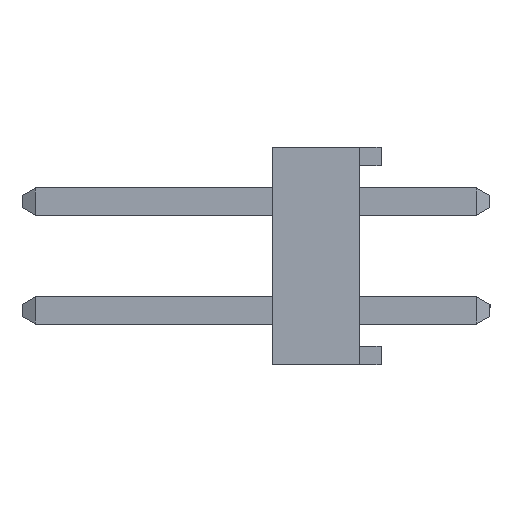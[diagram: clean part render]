
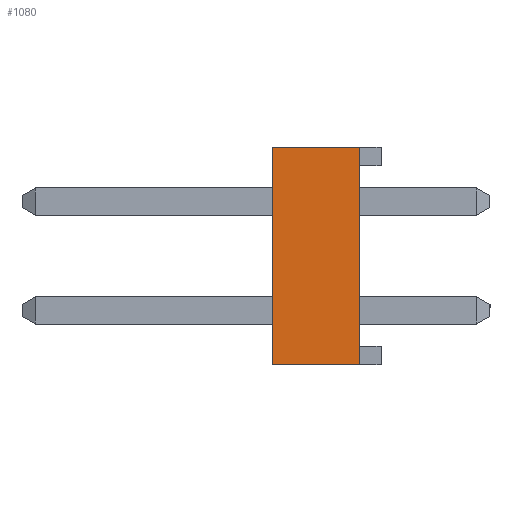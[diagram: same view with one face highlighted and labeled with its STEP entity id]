
A CAD part, left-side view. The second image highlights one B-rep face of the part: STEP entity #1080.
In plain terms, the highlighted planar face has unit normal (-1, 0, 0).
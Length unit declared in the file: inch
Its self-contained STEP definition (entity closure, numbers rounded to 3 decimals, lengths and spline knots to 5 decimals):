
#1080 = ADVANCED_FACE( '', ( #2269 ), #2270, .F. );
#2269 = FACE_OUTER_BOUND( '', #3547, .T. );
#2270 = PLANE( '', #3548 );
#3547 = EDGE_LOOP( '', ( #6581, #6582, #6583, #6584 ) );
#3548 = AXIS2_PLACEMENT_3D( '', #6585, #6586, #6587 );
#6581 = ORIENTED_EDGE( '', *, *, #8777, .F. );
#6582 = ORIENTED_EDGE( '', *, *, #8595, .F. );
#6583 = ORIENTED_EDGE( '', *, *, #7837, .F. );
#6584 = ORIENTED_EDGE( '', *, *, #7754, .T. );
#6585 = CARTESIAN_POINT( '', ( -0.25, 0.1, -0.1 ) );
#6586 = DIRECTION( '', ( 1., 0., 0. ) );
#6587 = DIRECTION( '', ( 0., 0., -1. ) );
#7754 = EDGE_CURVE( '', #9347, #9345, #9348, .T. );
#7837 = EDGE_CURVE( '', #9347, #9482, #9488, .T. );
#8595 = EDGE_CURVE( '', #9482, #10595, #10596, .T. );
#8777 = EDGE_CURVE( '', #10595, #9345, #10812, .T. );
#9345 = VERTEX_POINT( '', #11569 );
#9347 = VERTEX_POINT( '', #11572 );
#9348 = LINE( '', #11573, #11574 );
#9482 = VERTEX_POINT( '', #11776 );
#9488 = LINE( '', #11785, #11786 );
#10595 = VERTEX_POINT( '', #13469 );
#10596 = LINE( '', #13470, #13471 );
#10812 = LINE( '', #13799, #13800 );
#11569 = CARTESIAN_POINT( '', ( -0.25, 0.02, -0.1 ) );
#11572 = CARTESIAN_POINT( '', ( -0.25, 0.1, -0.1 ) );
#11573 = CARTESIAN_POINT( '', ( -0.25, 0.1, -0.1 ) );
#11574 = VECTOR( '', #14247, 39.37008 );
#11776 = CARTESIAN_POINT( '', ( -0.25, 0.1, 0.1 ) );
#11785 = CARTESIAN_POINT( '', ( -0.25, 0.1, -0.1 ) );
#11786 = VECTOR( '', #14319, 39.37008 );
#13469 = CARTESIAN_POINT( '', ( -0.25, 0.02, 0.1 ) );
#13470 = CARTESIAN_POINT( '', ( -0.25, 0.1, 0.1 ) );
#13471 = VECTOR( '', #14896, 39.37008 );
#13799 = CARTESIAN_POINT( '', ( -0.25, 0.02, -0.1 ) );
#13800 = VECTOR( '', #15009, 39.37008 );
#14247 = DIRECTION( '', ( 0., -1., 0. ) );
#14319 = DIRECTION( '', ( 0., 0., 1. ) );
#14896 = DIRECTION( '', ( 0., -1., 0. ) );
#15009 = DIRECTION( '', ( 0., 0., -1. ) );
